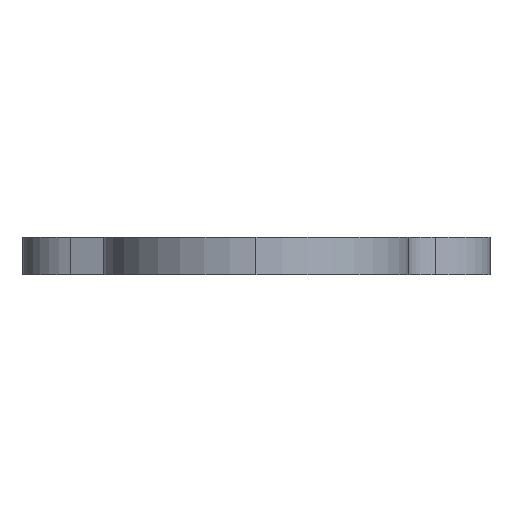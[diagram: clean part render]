
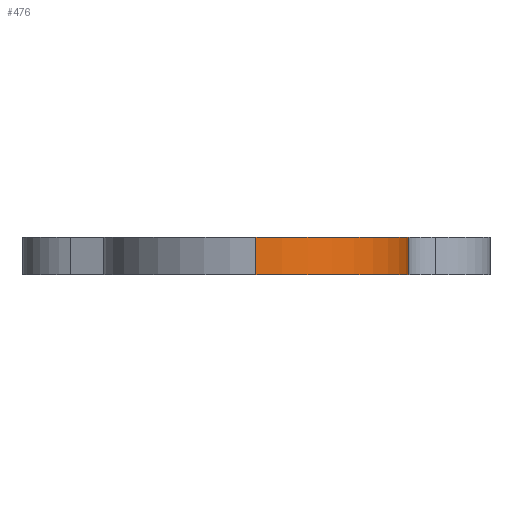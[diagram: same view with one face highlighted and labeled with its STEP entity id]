
A CAD part, left-side view. The second image highlights one B-rep face of the part: STEP entity #476.
In plain terms, the highlighted cylindrical face has radius 13 mm (diameter 26 mm), a partial arc.
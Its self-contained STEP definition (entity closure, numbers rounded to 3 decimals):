
#1 = VERTEX_POINT ( 'NONE', #710 ) ;
#41 = LINE ( 'NONE', #42, #555 ) ;
#42 = CARTESIAN_POINT ( 'NONE',  ( -100., 0., 1.6 ) ) ;
#43 = DIRECTION ( 'NONE',  ( 0., 0., -1. ) ) ;
#52 = CARTESIAN_POINT ( 'NONE',  ( -87., 0., -1.6 ) ) ;
#53 = LINE ( 'NONE', #54, #560 ) ;
#54 = CARTESIAN_POINT ( 'NONE',  ( -87., -13., 1.6 ) ) ;
#55 = DIRECTION ( 'NONE',  ( 0., 0., -1. ) ) ;
#56 = DIRECTION ( 'NONE',  ( 0., 0., 1. ) ) ;
#57 = DIRECTION ( 'NONE',  ( -1., 0., 0. ) ) ;
#179 = EDGE_LOOP ( 'NONE', ( #842, #844, #843, #845 ) ) ;
#183 = VERTEX_POINT ( 'NONE', #722 ) ;
#184 = VERTEX_POINT ( 'NONE', #723 ) ;
#185 = VERTEX_POINT ( 'NONE', #724 ) ;
#187 = FACE_OUTER_BOUND ( 'NONE', #179, .T. ) ;
#236 = AXIS2_PLACEMENT_3D ( 'NONE', #304, #305, #306 ) ;
#237 = CYLINDRICAL_SURFACE ( 'NONE', #236, 13. ) ;
#304 = CARTESIAN_POINT ( 'NONE',  ( -87., 0., 1.6 ) ) ;
#305 = DIRECTION ( 'NONE',  ( 0., 0., -1. ) ) ;
#306 = DIRECTION ( 'NONE',  ( -1., 0., 0. ) ) ;
#377 = CARTESIAN_POINT ( 'NONE',  ( -87., 0., 1.6 ) ) ;
#378 = DIRECTION ( 'NONE',  ( 0., 0., 1. ) ) ;
#379 = DIRECTION ( 'NONE',  ( -1., 0., 0. ) ) ;
#476 = ADVANCED_FACE ( 'NONE', ( #187 ), #237, .T. ) ;
#500 = EDGE_CURVE ( 'NONE', #184, #1, #780, .T. ) ;
#510 = EDGE_CURVE ( 'NONE', #184, #185, #41, .T. ) ;
#514 = EDGE_CURVE ( 'NONE', #1, #183, #53, .T. ) ;
#515 = EDGE_CURVE ( 'NONE', #185, #183, #771, .T. ) ;
#535 = AXIS2_PLACEMENT_3D ( 'NONE', #377, #378, #379 ) ;
#555 = VECTOR ( 'NONE', #43, 1000. ) ;
#558 = AXIS2_PLACEMENT_3D ( 'NONE', #52, #56, #57 ) ;
#560 = VECTOR ( 'NONE', #55, 1000. ) ;
#710 = CARTESIAN_POINT ( 'NONE',  ( -87., -13., 1.6 ) ) ;
#722 = CARTESIAN_POINT ( 'NONE',  ( -87., -13., -1.6 ) ) ;
#723 = CARTESIAN_POINT ( 'NONE',  ( -100., 0., 1.6 ) ) ;
#724 = CARTESIAN_POINT ( 'NONE',  ( -100., 0., -1.6 ) ) ;
#771 = CIRCLE ( 'NONE', #558, 13. ) ;
#780 = CIRCLE ( 'NONE', #535, 13. ) ;
#842 = ORIENTED_EDGE ( 'NONE', *, *, #500, .F. ) ;
#843 = ORIENTED_EDGE ( 'NONE', *, *, #515, .T. ) ;
#844 = ORIENTED_EDGE ( 'NONE', *, *, #510, .T. ) ;
#845 = ORIENTED_EDGE ( 'NONE', *, *, #514, .F. ) ;
